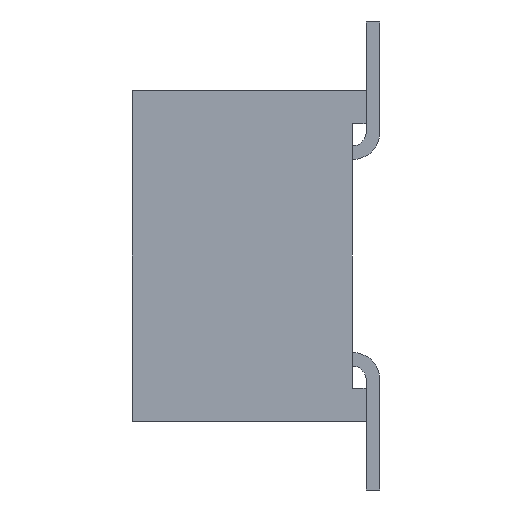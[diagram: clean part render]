
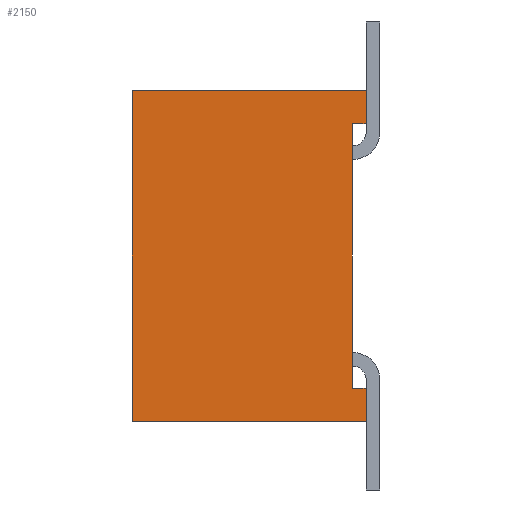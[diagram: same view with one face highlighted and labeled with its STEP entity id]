
A CAD part, left-side view. The second image highlights one B-rep face of the part: STEP entity #2150.
In plain terms, the highlighted planar face has unit normal (-1, 0, 0).
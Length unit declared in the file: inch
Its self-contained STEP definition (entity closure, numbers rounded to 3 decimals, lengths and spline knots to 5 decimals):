
#70=ORIENTED_EDGE('',*,*,#694,.T.);
#71=ORIENTED_EDGE('',*,*,#695,.T.);
#72=ORIENTED_EDGE('',*,*,#696,.F.);
#73=ORIENTED_EDGE('',*,*,#697,.F.);
#74=ORIENTED_EDGE('',*,*,#698,.T.);
#75=ORIENTED_EDGE('',*,*,#699,.T.);
#76=ORIENTED_EDGE('',*,*,#700,.T.);
#77=ORIENTED_EDGE('',*,*,#701,.T.);
#694=EDGE_CURVE('',#1006,#1007,#1214,.T.);
#695=EDGE_CURVE('',#1007,#1008,#1215,.T.);
#696=EDGE_CURVE('',#1009,#1008,#1216,.T.);
#697=EDGE_CURVE('',#1010,#1009,#1217,.T.);
#698=EDGE_CURVE('',#1010,#1011,#1218,.T.);
#699=EDGE_CURVE('',#1011,#1012,#1219,.T.);
#700=EDGE_CURVE('',#1012,#1013,#1220,.T.);
#701=EDGE_CURVE('',#1013,#1006,#1221,.T.);
#1006=VERTEX_POINT('',#2983);
#1007=VERTEX_POINT('',#2984);
#1008=VERTEX_POINT('',#2986);
#1009=VERTEX_POINT('',#2988);
#1010=VERTEX_POINT('',#2990);
#1011=VERTEX_POINT('',#2992);
#1012=VERTEX_POINT('',#2994);
#1013=VERTEX_POINT('',#2996);
#1214=LINE('',#2982,#1502);
#1215=LINE('',#2985,#1503);
#1216=LINE('',#2987,#1504);
#1217=LINE('',#2989,#1505);
#1218=LINE('',#2991,#1506);
#1219=LINE('',#2993,#1507);
#1220=LINE('',#2995,#1508);
#1221=LINE('',#2997,#1509);
#1502=VECTOR('',#2424,39.37008);
#1503=VECTOR('',#2425,39.37008);
#1504=VECTOR('',#2426,39.37008);
#1505=VECTOR('',#2427,39.37008);
#1506=VECTOR('',#2428,39.37008);
#1507=VECTOR('',#2429,39.37008);
#1508=VECTOR('',#2430,39.37008);
#1509=VECTOR('',#2431,39.37008);
#1790=EDGE_LOOP('',(#70,#71,#72,#73,#74,#75,#76,#77));
#1922=FACE_BOUND('',#1790,.T.);
#2054=PLANE('',#2285);
#2150=ADVANCED_FACE('',(#1922),#2054,.F.);
#2285=AXIS2_PLACEMENT_3D('',#2981,#2422,#2423);
#2422=DIRECTION('',(1.,0.,0.));
#2423=DIRECTION('',(0.,0.,-1.));
#2424=DIRECTION('',(0.,-1.,0.));
#2425=DIRECTION('',(0.,0.,1.));
#2426=DIRECTION('',(0.,-1.,0.));
#2427=DIRECTION('',(0.,0.,1.));
#2428=DIRECTION('',(0.,-1.,0.));
#2429=DIRECTION('',(0.,0.,1.));
#2430=DIRECTION('',(0.,1.,0.));
#2431=DIRECTION('',(0.,0.,1.));
#2981=CARTESIAN_POINT('',(0.,0.085,-0.06));
#2982=CARTESIAN_POINT('',(0.,0.005,0.048));
#2983=CARTESIAN_POINT('',(0.,0.005,0.048));
#2984=CARTESIAN_POINT('',(0.,0.,0.048));
#2985=CARTESIAN_POINT('',(0.,0.,-0.06));
#2986=CARTESIAN_POINT('',(0.,0.,0.06));
#2987=CARTESIAN_POINT('',(0.,0.085,0.06));
#2988=CARTESIAN_POINT('',(0.,0.085,0.06));
#2989=CARTESIAN_POINT('',(0.,0.085,-0.06));
#2990=CARTESIAN_POINT('',(0.,0.085,-0.06));
#2991=CARTESIAN_POINT('',(0.,0.085,-0.06));
#2992=CARTESIAN_POINT('',(0.,0.,-0.06));
#2993=CARTESIAN_POINT('',(0.,0.,-0.06));
#2994=CARTESIAN_POINT('',(0.,0.,-0.048));
#2995=CARTESIAN_POINT('',(0.,-0.005,-0.048));
#2996=CARTESIAN_POINT('',(0.,0.005,-0.048));
#2997=CARTESIAN_POINT('',(0.,0.005,-0.048));
